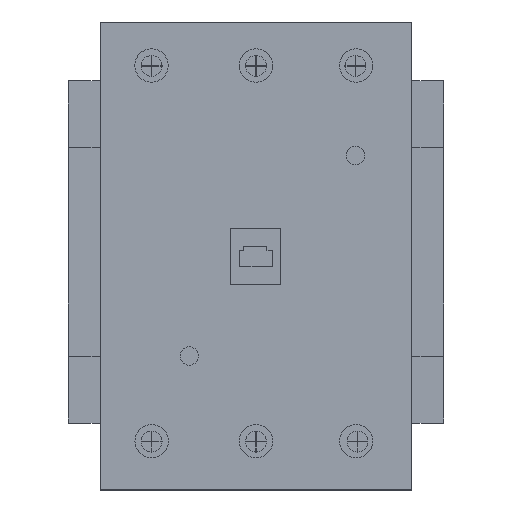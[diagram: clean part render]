
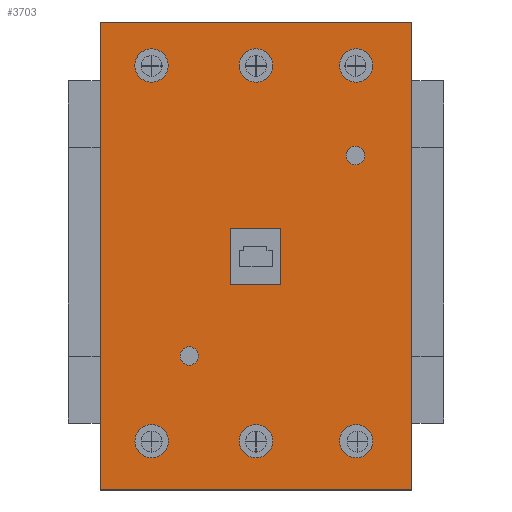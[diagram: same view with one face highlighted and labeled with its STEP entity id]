
A CAD part, top view. The second image highlights one B-rep face of the part: STEP entity #3703.
In plain terms, the highlighted planar face has unit normal (0, 0, 1).
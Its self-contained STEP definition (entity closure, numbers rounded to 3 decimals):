
#14=CIRCLE('',#3923,40.);
#16=CIRCLE('',#3926,40.);
#18=CIRCLE('',#3930,40.);
#20=CIRCLE('',#3933,40.);
#22=CIRCLE('',#3937,40.);
#24=CIRCLE('',#3940,40.);
#26=CIRCLE('',#3944,40.);
#28=CIRCLE('',#3947,40.);
#30=CIRCLE('',#3951,40.);
#32=CIRCLE('',#3954,40.);
#34=CIRCLE('',#3958,40.);
#36=CIRCLE('',#3961,40.);
#147=FACE_BOUND('',#505,.T.);
#148=FACE_BOUND('',#506,.T.);
#149=FACE_BOUND('',#507,.T.);
#150=FACE_BOUND('',#508,.T.);
#151=FACE_BOUND('',#509,.T.);
#152=FACE_BOUND('',#510,.T.);
#153=FACE_BOUND('',#511,.T.);
#287=FACE_OUTER_BOUND('',#504,.T.);
#504=EDGE_LOOP('',(#2799,#2800,#2801,#2802));
#505=EDGE_LOOP('',(#2803,#2804,#2805,#2806));
#506=EDGE_LOOP('',(#2807,#2808));
#507=EDGE_LOOP('',(#2809,#2810));
#508=EDGE_LOOP('',(#2811,#2812));
#509=EDGE_LOOP('',(#2813,#2814));
#510=EDGE_LOOP('',(#2815,#2816));
#511=EDGE_LOOP('',(#2817,#2818));
#837=LINE('',#5710,#1261);
#840=LINE('',#5716,#1264);
#843=LINE('',#5722,#1267);
#846=LINE('',#5726,#1270);
#847=LINE('',#5731,#1271);
#848=LINE('',#5733,#1272);
#849=LINE('',#5735,#1273);
#850=LINE('',#5736,#1274);
#1261=VECTOR('',#4612,304.8);
#1264=VECTOR('',#4617,304.8);
#1267=VECTOR('',#4622,304.8);
#1270=VECTOR('',#4627,304.8);
#1271=VECTOR('',#4632,304.8);
#1272=VECTOR('',#4633,304.8);
#1273=VECTOR('',#4634,304.8);
#1274=VECTOR('',#4635,304.8);
#1609=VERTEX_POINT('',#5629);
#1610=VERTEX_POINT('',#5631);
#1613=VERTEX_POINT('',#5642);
#1614=VERTEX_POINT('',#5644);
#1617=VERTEX_POINT('',#5655);
#1618=VERTEX_POINT('',#5657);
#1621=VERTEX_POINT('',#5668);
#1622=VERTEX_POINT('',#5670);
#1625=VERTEX_POINT('',#5681);
#1626=VERTEX_POINT('',#5683);
#1629=VERTEX_POINT('',#5694);
#1630=VERTEX_POINT('',#5696);
#1633=VERTEX_POINT('',#5707);
#1634=VERTEX_POINT('',#5709);
#1636=VERTEX_POINT('',#5715);
#1638=VERTEX_POINT('',#5721);
#1639=VERTEX_POINT('',#5729);
#1640=VERTEX_POINT('',#5730);
#1641=VERTEX_POINT('',#5732);
#1642=VERTEX_POINT('',#5734);
#2025=EDGE_CURVE('',#1610,#1609,#14,.T.);
#2028=EDGE_CURVE('',#1609,#1610,#16,.T.);
#2031=EDGE_CURVE('',#1614,#1613,#18,.T.);
#2034=EDGE_CURVE('',#1613,#1614,#20,.T.);
#2037=EDGE_CURVE('',#1618,#1617,#22,.T.);
#2040=EDGE_CURVE('',#1617,#1618,#24,.T.);
#2043=EDGE_CURVE('',#1622,#1621,#26,.T.);
#2046=EDGE_CURVE('',#1621,#1622,#28,.T.);
#2049=EDGE_CURVE('',#1626,#1625,#30,.T.);
#2052=EDGE_CURVE('',#1625,#1626,#32,.T.);
#2055=EDGE_CURVE('',#1630,#1629,#34,.T.);
#2058=EDGE_CURVE('',#1629,#1630,#36,.T.);
#2061=EDGE_CURVE('',#1634,#1633,#837,.T.);
#2064=EDGE_CURVE('',#1636,#1634,#840,.T.);
#2067=EDGE_CURVE('',#1638,#1636,#843,.T.);
#2070=EDGE_CURVE('',#1633,#1638,#846,.T.);
#2071=EDGE_CURVE('',#1639,#1640,#847,.T.);
#2072=EDGE_CURVE('',#1641,#1639,#848,.T.);
#2073=EDGE_CURVE('',#1642,#1641,#849,.T.);
#2074=EDGE_CURVE('',#1640,#1642,#850,.T.);
#2799=ORIENTED_EDGE('',*,*,#2071,.F.);
#2800=ORIENTED_EDGE('',*,*,#2072,.F.);
#2801=ORIENTED_EDGE('',*,*,#2073,.F.);
#2802=ORIENTED_EDGE('',*,*,#2074,.F.);
#2803=ORIENTED_EDGE('',*,*,#2070,.T.);
#2804=ORIENTED_EDGE('',*,*,#2067,.T.);
#2805=ORIENTED_EDGE('',*,*,#2064,.T.);
#2806=ORIENTED_EDGE('',*,*,#2061,.T.);
#2807=ORIENTED_EDGE('',*,*,#2058,.T.);
#2808=ORIENTED_EDGE('',*,*,#2055,.T.);
#2809=ORIENTED_EDGE('',*,*,#2052,.T.);
#2810=ORIENTED_EDGE('',*,*,#2049,.T.);
#2811=ORIENTED_EDGE('',*,*,#2046,.T.);
#2812=ORIENTED_EDGE('',*,*,#2043,.T.);
#2813=ORIENTED_EDGE('',*,*,#2040,.T.);
#2814=ORIENTED_EDGE('',*,*,#2037,.T.);
#2815=ORIENTED_EDGE('',*,*,#2034,.T.);
#2816=ORIENTED_EDGE('',*,*,#2031,.T.);
#2817=ORIENTED_EDGE('',*,*,#2028,.T.);
#2818=ORIENTED_EDGE('',*,*,#2025,.T.);
#3504=PLANE('',#3968);
#3703=ADVANCED_FACE('',(#287,#147,#148,#149,#150,#151,#152,#153),#3504,
 .T.);
#3923=AXIS2_PLACEMENT_3D('',#5632,#4517,#4518);
#3926=AXIS2_PLACEMENT_3D('',#5636,#4524,#4525);
#3930=AXIS2_PLACEMENT_3D('',#5645,#4533,#4534);
#3933=AXIS2_PLACEMENT_3D('',#5649,#4540,#4541);
#3937=AXIS2_PLACEMENT_3D('',#5658,#4549,#4550);
#3940=AXIS2_PLACEMENT_3D('',#5662,#4556,#4557);
#3944=AXIS2_PLACEMENT_3D('',#5671,#4565,#4566);
#3947=AXIS2_PLACEMENT_3D('',#5675,#4572,#4573);
#3951=AXIS2_PLACEMENT_3D('',#5684,#4581,#4582);
#3954=AXIS2_PLACEMENT_3D('',#5688,#4588,#4589);
#3958=AXIS2_PLACEMENT_3D('',#5697,#4597,#4598);
#3961=AXIS2_PLACEMENT_3D('',#5701,#4604,#4605);
#3968=AXIS2_PLACEMENT_3D('',#5728,#4630,#4631);
#4517=DIRECTION('center_axis',(0.,0.,-1.));
#4518=DIRECTION('ref_axis',(-1.,0.,0.));
#4524=DIRECTION('center_axis',(0.,0.,-1.));
#4525=DIRECTION('ref_axis',(-1.,0.,0.));
#4533=DIRECTION('center_axis',(0.,0.,-1.));
#4534=DIRECTION('ref_axis',(-1.,0.,0.));
#4540=DIRECTION('center_axis',(0.,0.,-1.));
#4541=DIRECTION('ref_axis',(-1.,0.,0.));
#4549=DIRECTION('center_axis',(0.,0.,-1.));
#4550=DIRECTION('ref_axis',(-1.,0.,0.));
#4556=DIRECTION('center_axis',(0.,0.,-1.));
#4557=DIRECTION('ref_axis',(-1.,0.,0.));
#4565=DIRECTION('center_axis',(0.,0.,-1.));
#4566=DIRECTION('ref_axis',(-1.,0.,0.));
#4572=DIRECTION('center_axis',(0.,0.,-1.));
#4573=DIRECTION('ref_axis',(-1.,0.,0.));
#4581=DIRECTION('center_axis',(0.,0.,-1.));
#4582=DIRECTION('ref_axis',(-1.,0.,0.));
#4588=DIRECTION('center_axis',(0.,0.,-1.));
#4589=DIRECTION('ref_axis',(-1.,0.,0.));
#4597=DIRECTION('center_axis',(0.,0.,-1.));
#4598=DIRECTION('ref_axis',(-1.,0.,0.));
#4604=DIRECTION('center_axis',(0.,0.,-1.));
#4605=DIRECTION('ref_axis',(-1.,0.,0.));
#4612=DIRECTION('',(1.,0.,0.));
#4617=DIRECTION('',(0.,1.,0.));
#4622=DIRECTION('',(-1.,0.,0.));
#4627=DIRECTION('',(0.,-1.,0.));
#4630=DIRECTION('center_axis',(0.,0.,1.));
#4631=DIRECTION('ref_axis',(-1.,0.,0.));
#4632=DIRECTION('',(0.,-1.,0.));
#4633=DIRECTION('',(1.,0.,0.));
#4634=DIRECTION('',(0.,1.,0.));
#4635=DIRECTION('',(-1.,0.,0.));
#5629=CARTESIAN_POINT('',(-210.,-444.125,580.));
#5631=CARTESIAN_POINT('',(-290.,-444.125,580.));
#5632=CARTESIAN_POINT('Origin',(-250.,-444.125,580.));
#5636=CARTESIAN_POINT('Origin',(-250.,-444.125,580.));
#5642=CARTESIAN_POINT('',(40.,-444.125,580.));
#5644=CARTESIAN_POINT('',(-40.,-444.125,580.));
#5645=CARTESIAN_POINT('Origin',(0.,-444.125,
580.));
#5649=CARTESIAN_POINT('Origin',(0.,-444.125,
580.));
#5655=CARTESIAN_POINT('',(280.,-444.125,580.));
#5657=CARTESIAN_POINT('',(200.,-444.125,580.));
#5658=CARTESIAN_POINT('Origin',(240.,-444.125,580.));
#5662=CARTESIAN_POINT('Origin',(240.,-444.125,580.));
#5668=CARTESIAN_POINT('',(280.,455.875,580.));
#5670=CARTESIAN_POINT('',(200.,455.875,580.));
#5671=CARTESIAN_POINT('Origin',(240.,455.875,580.));
#5675=CARTESIAN_POINT('Origin',(240.,455.875,580.));
#5681=CARTESIAN_POINT('',(40.,455.875,580.));
#5683=CARTESIAN_POINT('',(-40.,455.875,580.));
#5684=CARTESIAN_POINT('Origin',(0.,455.875,
580.));
#5688=CARTESIAN_POINT('Origin',(0.,455.875,
580.));
#5694=CARTESIAN_POINT('',(-210.273,455.875,580.));
#5696=CARTESIAN_POINT('',(-290.273,455.875,580.));
#5697=CARTESIAN_POINT('Origin',(-250.273,455.875,580.));
#5701=CARTESIAN_POINT('Origin',(-250.273,455.875,580.));
#5707=CARTESIAN_POINT('',(59.293,65.167,580.));
#5709=CARTESIAN_POINT('',(-60.707,65.167,580.));
#5710=CARTESIAN_POINT('',(-60.707,65.167,580.));
#5715=CARTESIAN_POINT('',(-60.707,-69.833,580.));
#5716=CARTESIAN_POINT('',(-60.707,-69.833,580.));
#5721=CARTESIAN_POINT('',(59.293,-69.833,580.));
#5722=CARTESIAN_POINT('',(59.293,-69.833,580.));
#5726=CARTESIAN_POINT('',(59.293,65.167,580.));
#5728=CARTESIAN_POINT('Origin',(373.113,560.,580.));
#5729=CARTESIAN_POINT('',(373.113,560.,580.));
#5730=CARTESIAN_POINT('',(373.113,-560.,580.));
#5731=CARTESIAN_POINT('',(373.113,560.,580.));
#5732=CARTESIAN_POINT('',(-373.113,560.,580.));
#5733=CARTESIAN_POINT('',(-373.113,560.,580.));
#5734=CARTESIAN_POINT('',(-373.113,-560.,580.));
#5735=CARTESIAN_POINT('',(-373.113,-560.,580.));
#5736=CARTESIAN_POINT('',(373.113,-560.,580.));
